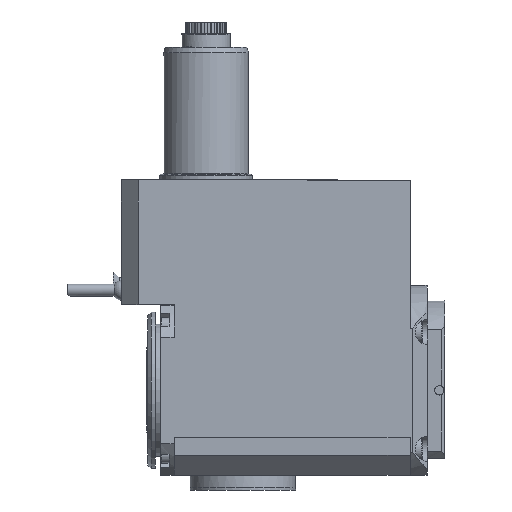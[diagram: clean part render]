
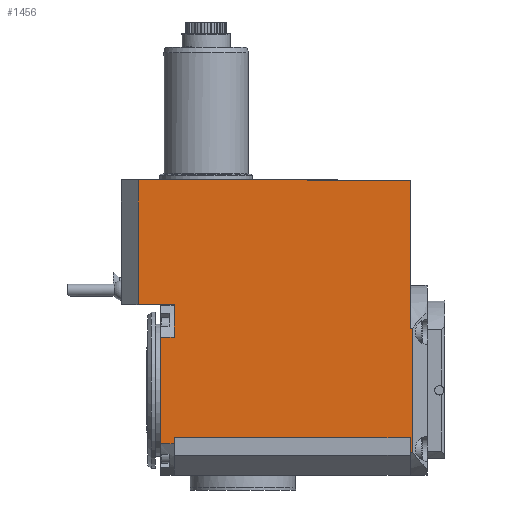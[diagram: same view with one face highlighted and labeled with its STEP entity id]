
A CAD part, front view. The second image highlights one B-rep face of the part: STEP entity #1456.
In plain terms, the highlighted planar face has unit normal (0, -1, 0).
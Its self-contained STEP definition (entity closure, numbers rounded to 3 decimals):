
#250=LINE('',#9059,#658);
#251=LINE('',#9063,#659);
#253=LINE('',#9067,#661);
#255=LINE('',#9073,#663);
#256=LINE('',#9076,#664);
#258=LINE('',#9082,#666);
#259=LINE('',#9086,#667);
#260=LINE('',#9090,#668);
#263=LINE('',#9096,#671);
#268=LINE('',#9113,#676);
#271=LINE('',#9119,#679);
#275=LINE('',#9127,#683);
#277=LINE('',#9132,#685);
#278=LINE('',#9134,#686);
#297=LINE('',#9186,#705);
#298=LINE('',#9188,#706);
#658=VECTOR('',#7078,1.);
#659=VECTOR('',#7083,1.);
#661=VECTOR('',#7087,1.);
#663=VECTOR('',#7093,1.);
#664=VECTOR('',#7098,1.);
#666=VECTOR('',#7106,1.);
#667=VECTOR('',#7111,1.);
#668=VECTOR('',#7116,1.);
#671=VECTOR('',#7121,1.);
#676=VECTOR('',#7134,1.);
#679=VECTOR('',#7139,1.);
#683=VECTOR('',#7147,1.);
#685=VECTOR('',#7153,1.);
#686=VECTOR('',#7156,1.);
#705=VECTOR('',#7213,1.);
#706=VECTOR('',#7216,1.);
#1456=ADVANCED_FACE('',(#1895),#1713,.T.);
#1713=PLANE('',#6048);
#1895=FACE_OUTER_BOUND('',#2286,.T.);
#2286=EDGE_LOOP('',(#3102,#3103,#3104,#3105,#3106,#3107,#3108,#3109,#3110,
#3111,#3112,#3113,#3114,#3115,#3116,#3117));
#3102=ORIENTED_EDGE('',*,*,#4961,.F.);
#3103=ORIENTED_EDGE('',*,*,#4934,.F.);
#3104=ORIENTED_EDGE('',*,*,#4914,.F.);
#3105=ORIENTED_EDGE('',*,*,#4911,.F.);
#3106=ORIENTED_EDGE('',*,*,#4909,.T.);
#3107=ORIENTED_EDGE('',*,*,#4907,.T.);
#3108=ORIENTED_EDGE('',*,*,#4903,.T.);
#3109=ORIENTED_EDGE('',*,*,#4901,.T.);
#3110=ORIENTED_EDGE('',*,*,#4898,.F.);
#3111=ORIENTED_EDGE('',*,*,#4896,.T.);
#3112=ORIENTED_EDGE('',*,*,#4894,.T.);
#3113=ORIENTED_EDGE('',*,*,#4933,.F.);
#3114=ORIENTED_EDGE('',*,*,#4930,.T.);
#3115=ORIENTED_EDGE('',*,*,#4925,.T.);
#3116=ORIENTED_EDGE('',*,*,#4922,.F.);
#3117=ORIENTED_EDGE('',*,*,#4960,.F.);
#4284=VERTEX_POINT('',#9058);
#4285=VERTEX_POINT('',#9060);
#4286=VERTEX_POINT('',#9064);
#4287=VERTEX_POINT('',#9068);
#4288=VERTEX_POINT('',#9072);
#4289=VERTEX_POINT('',#9077);
#4290=VERTEX_POINT('',#9083);
#4291=VERTEX_POINT('',#9087);
#4292=VERTEX_POINT('',#9091);
#4294=VERTEX_POINT('',#9097);
#4301=VERTEX_POINT('',#9112);
#4302=VERTEX_POINT('',#9114);
#4304=VERTEX_POINT('',#9120);
#4306=VERTEX_POINT('',#9128);
#4307=VERTEX_POINT('',#9135);
#4320=VERTEX_POINT('',#9185);
#4894=EDGE_CURVE('',#4285,#4284,#250,.T.);
#4896=EDGE_CURVE('',#4286,#4285,#251,.T.);
#4898=EDGE_CURVE('',#4286,#4287,#253,.T.);
#4901=EDGE_CURVE('',#4288,#4287,#255,.T.);
#4903=EDGE_CURVE('',#4289,#4288,#256,.T.);
#4907=EDGE_CURVE('',#4290,#4289,#258,.T.);
#4909=EDGE_CURVE('',#4291,#4290,#259,.T.);
#4911=EDGE_CURVE('',#4291,#4292,#260,.T.);
#4914=EDGE_CURVE('',#4292,#4294,#263,.T.);
#4922=EDGE_CURVE('',#4301,#4302,#268,.T.);
#4925=EDGE_CURVE('',#4304,#4302,#271,.T.);
#4930=EDGE_CURVE('',#4306,#4304,#275,.T.);
#4933=EDGE_CURVE('',#4306,#4284,#277,.T.);
#4934=EDGE_CURVE('',#4294,#4307,#278,.T.);
#4960=EDGE_CURVE('',#4320,#4301,#297,.T.);
#4961=EDGE_CURVE('',#4307,#4320,#298,.T.);
#6048=AXIS2_PLACEMENT_3D('',#9189,#7217,#7218);
#7078=DIRECTION('',(1.,0.,0.));
#7083=DIRECTION('',(0.,0.,-1.));
#7087=DIRECTION('',(-1.,0.,0.));
#7093=DIRECTION('',(0.,0.,1.));
#7098=DIRECTION('',(1.,0.,0.));
#7106=DIRECTION('',(0.,0.,-1.));
#7111=DIRECTION('',(-1.,0.,0.));
#7116=DIRECTION('',(0.,0.,1.));
#7121=DIRECTION('',(-1.,0.,0.));
#7134=DIRECTION('',(1.,0.,0.));
#7139=DIRECTION('',(0.,0.,1.));
#7147=DIRECTION('',(-1.,0.,0.));
#7153=DIRECTION('',(0.,0.,-1.));
#7156=DIRECTION('',(0.,0.,1.));
#7213=DIRECTION('',(0.,0.,-1.));
#7216=DIRECTION('',(1.,0.,0.));
#7217=DIRECTION('',(0.,-1.,0.));
#7218=DIRECTION('',(1.,0.,0.));
#9058=CARTESIAN_POINT('',(121.75,-50.,-160.661));
#9059=CARTESIAN_POINT('',(70.25,-50.,-160.661));
#9060=CARTESIAN_POINT('',(120.25,-50.,-160.661));
#9063=CARTESIAN_POINT('',(120.25,-50.,-186.));
#9064=CARTESIAN_POINT('',(120.25,-50.,-152.));
#9067=CARTESIAN_POINT('',(-40.,-50.,-152.));
#9068=CARTESIAN_POINT('',(-18.75,-50.,-152.));
#9072=CARTESIAN_POINT('',(-18.75,-50.,-155.321));
#9073=CARTESIAN_POINT('',(-18.75,-50.,-183.));
#9076=CARTESIAN_POINT('',(-91.25,-50.,-155.321));
#9077=CARTESIAN_POINT('',(-26.75,-50.,-155.321));
#9082=CARTESIAN_POINT('',(-26.75,-50.,-163.));
#9083=CARTESIAN_POINT('',(-26.75,-50.,-92.679));
#9086=CARTESIAN_POINT('',(-91.25,-50.,-92.679));
#9087=CARTESIAN_POINT('',(-18.75,-50.,-92.679));
#9090=CARTESIAN_POINT('',(-18.75,-50.,-174.));
#9091=CARTESIAN_POINT('',(-18.75,-50.,-73.5));
#9096=CARTESIAN_POINT('',(-40.,-50.,-73.5));
#9097=CARTESIAN_POINT('',(-40.,-50.,-73.5));
#9112=CARTESIAN_POINT('',(59.867,-50.,-0.5));
#9113=CARTESIAN_POINT('',(-40.,-50.,-0.5));
#9114=CARTESIAN_POINT('',(120.25,-50.,-0.5));
#9119=CARTESIAN_POINT('',(120.25,-50.,-73.5));
#9120=CARTESIAN_POINT('',(120.25,-50.,-87.339));
#9127=CARTESIAN_POINT('',(70.25,-50.,-87.339));
#9128=CARTESIAN_POINT('',(121.75,-50.,-87.339));
#9132=CARTESIAN_POINT('',(121.75,-50.,-61.));
#9134=CARTESIAN_POINT('',(-40.,-50.,-73.5));
#9135=CARTESIAN_POINT('',(-40.,-50.,0.));
#9185=CARTESIAN_POINT('',(59.867,-50.,0.));
#9186=CARTESIAN_POINT('',(59.867,-50.,57.));
#9188=CARTESIAN_POINT('',(-40.,-50.,0.));
#9189=CARTESIAN_POINT('',(-49.214,-50.,-59.));
